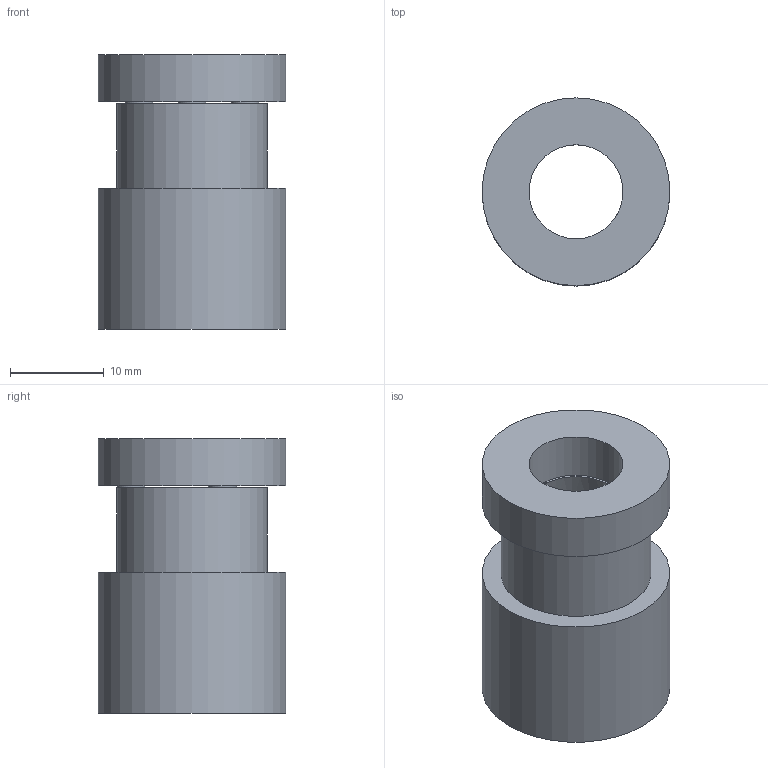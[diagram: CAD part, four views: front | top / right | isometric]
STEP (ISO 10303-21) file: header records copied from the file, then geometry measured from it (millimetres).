
FILE_DESCRIPTION(('FreeCAD Model'),'2;1');
FILE_NAME('Open CASCADE Shape Model','2022-10-25T13:42:31',(''),(''), 'Open CASCADE STEP processor 7.6','FreeCAD','Unknown');
FILE_SCHEMA(('AUTOMOTIVE_DESIGN { 1 0 10303 214 1 1 1 1 }'));
Length unit declared in the file: millimetre
Products named in the file (1): Ringdüse
Bounding box: 20 x 20 x 29.2 mm (x, y, z)
Volume: 3909.2 mm3; surface area: 3666 mm2
Topology: 1 solids, 1 shells, 21 faces, 54 edges, 31 vertices
Faces by surface type: cylinder 10, plane 10, cone 1
Full cylindrical faces by diameter (mm): 3 x3, 10 x1, 16 x1, 20 x2
Entity records: 1502 total; most frequent: CARTESIAN_POINT 380, DIRECTION 219, ORIENTED_EDGE 108, PCURVE 108, DEFINITIONAL_REPRESENTATION 108, CIRCLE 70, LINE 66, VECTOR 66
